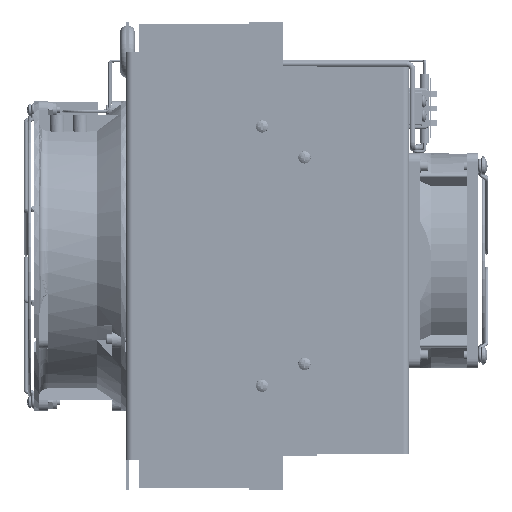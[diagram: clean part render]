
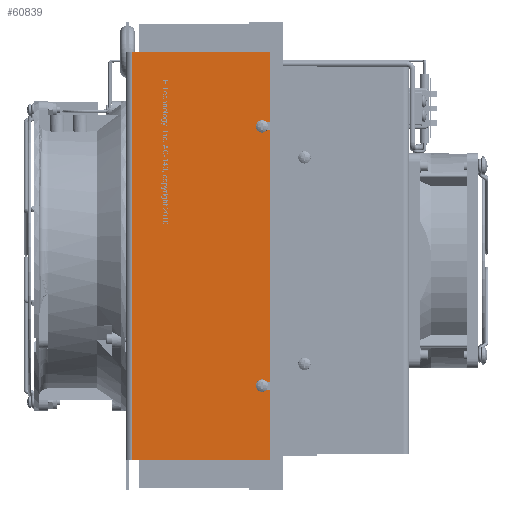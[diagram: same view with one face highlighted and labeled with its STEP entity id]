
A CAD part, left-side view. The second image highlights one B-rep face of the part: STEP entity #60839.
In plain terms, the highlighted face is planar.
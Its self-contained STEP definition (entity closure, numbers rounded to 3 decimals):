
#15212=VECTOR('',#72909,1.);
#15216=VECTOR('',#72914,1.);
#15223=VECTOR('',#72925,1.);
#15243=VECTOR('',#72962,1.);
#15246=VECTOR('',#72966,1.);
#15271=VECTOR('',#73013,1.);
#15278=VECTOR('',#73031,1.);
#15281=VECTOR('',#73035,1.);
#19556=LINE('',#99970,#15212);
#19560=LINE('',#99978,#15216);
#19567=LINE('',#99996,#15223);
#19587=LINE('',#100047,#15243);
#19590=LINE('',#100053,#15246);
#19615=LINE('',#100117,#15271);
#19622=LINE('',#100137,#15278);
#19625=LINE('',#100142,#15281);
#22148=PLANE('',#64591);
#25659=VERTEX_POINT('',#99963);
#25660=VERTEX_POINT('',#99965);
#25662=VERTEX_POINT('',#99971);
#25664=VERTEX_POINT('',#99977);
#25673=VERTEX_POINT('',#99997);
#25691=VERTEX_POINT('',#100042);
#25692=VERTEX_POINT('',#100044);
#25693=VERTEX_POINT('',#100048);
#25694=VERTEX_POINT('',#100052);
#25720=VERTEX_POINT('',#100118);
#25725=VERTEX_POINT('',#100136);
#25726=VERTEX_POINT('',#100138);
#28570=CIRCLE('',#64552,2.159);
#28575=CIRCLE('',#64567,2.159);
#33671=EDGE_CURVE('',#25660,#25659,#28570,.T.);
#33674=EDGE_CURVE('',#25662,#25660,#19556,.T.);
#33678=EDGE_CURVE('',#25659,#25664,#19560,.T.);
#33688=EDGE_CURVE('',#25662,#25673,#19567,.T.);
#33712=EDGE_CURVE('',#25692,#25691,#28575,.T.);
#33714=EDGE_CURVE('',#25693,#25692,#19587,.T.);
#33717=EDGE_CURVE('',#25691,#25694,#19590,.T.);
#33718=EDGE_CURVE('',#25693,#25664,#19567,.T.);
#33751=EDGE_CURVE('',#25720,#25673,#19615,.T.);
#33761=EDGE_CURVE('',#25726,#25725,#19622,.T.);
#33764=EDGE_CURVE('',#25726,#25694,#19567,.T.);
#33765=EDGE_CURVE('',#25720,#25725,#19625,.T.);
#45713=ORIENTED_EDGE('',*,*,#33678,.T.);
#45714=ORIENTED_EDGE('',*,*,#33718,.F.);
#45715=ORIENTED_EDGE('',*,*,#33714,.T.);
#45716=ORIENTED_EDGE('',*,*,#33712,.T.);
#45717=ORIENTED_EDGE('',*,*,#33717,.T.);
#45718=ORIENTED_EDGE('',*,*,#33764,.F.);
#45719=ORIENTED_EDGE('',*,*,#33761,.T.);
#45720=ORIENTED_EDGE('',*,*,#33765,.F.);
#45721=ORIENTED_EDGE('',*,*,#33751,.T.);
#45722=ORIENTED_EDGE('',*,*,#33688,.F.);
#45723=ORIENTED_EDGE('',*,*,#33674,.T.);
#45724=ORIENTED_EDGE('',*,*,#33671,.T.);
#53838=EDGE_LOOP('',(#45713,#45714,#45715,#45716,#45717,#45718,#45719,#45720,
#45721,#45722,#45723,#45724));
#57522=FACE_BOUND('',#53838,.T.);
#60839=ADVANCED_FACE('',(#57522),#22148,.F.);
#64552=AXIS2_PLACEMENT_3D('',#99964,#72904,#72905);
#64567=AXIS2_PLACEMENT_3D('',#100043,#72958,#72959);
#64591=AXIS2_PLACEMENT_3D('',#100141,#73034,$);
#72904=DIRECTION('',(0.,1.,0.));
#72905=DIRECTION('',(2.159,0.,0.));
#72909=DIRECTION('',(0.,0.,-1.));
#72914=DIRECTION('',(0.,0.,1.));
#72925=DIRECTION('',(1.,0.,0.));
#72958=DIRECTION('',(0.,1.,0.));
#72959=DIRECTION('',(2.159,0.,0.));
#72962=DIRECTION('',(0.,0.,-1.));
#72966=DIRECTION('',(0.,0.,1.));
#73013=DIRECTION('',(0.,0.,1.));
#73031=DIRECTION('',(0.,0.,-1.));
#73034=DIRECTION('',(0.,1.,0.));
#73035=DIRECTION('',(-1.,0.,0.));
#99963=CARTESIAN_POINT('',(69.596,-87.96,75.26));
#99964=CARTESIAN_POINT('',(71.755,-87.96,75.26));
#99965=CARTESIAN_POINT('',(73.914,-87.96,75.26));
#99970=CARTESIAN_POINT('',(73.914,-87.96,59.113));
#99971=CARTESIAN_POINT('',(73.914,-87.96,79.832));
#99977=CARTESIAN_POINT('',(69.596,-87.96,79.832));
#99978=CARTESIAN_POINT('',(69.596,-87.96,59.113));
#99996=CARTESIAN_POINT('',(129.54,-87.96,79.832));
#99997=CARTESIAN_POINT('',(113.03,-87.96,79.832));
#100042=CARTESIAN_POINT('',(-73.914,-87.96,75.26));
#100043=CARTESIAN_POINT('',(-71.755,-87.96,75.26));
#100044=CARTESIAN_POINT('',(-69.596,-87.96,75.26));
#100047=CARTESIAN_POINT('',(-69.596,-87.96,59.113));
#100048=CARTESIAN_POINT('',(-69.596,-87.96,79.832));
#100052=CARTESIAN_POINT('',(-73.914,-87.96,79.832));
#100053=CARTESIAN_POINT('',(-73.914,-87.96,59.113));
#100117=CARTESIAN_POINT('',(113.03,-87.96,41.098));
#100118=CARTESIAN_POINT('',(113.03,-87.96,3.2));
#100136=CARTESIAN_POINT('',(-113.03,-87.96,3.2));
#100137=CARTESIAN_POINT('',(-113.03,-87.96,41.098));
#100138=CARTESIAN_POINT('',(-113.03,-87.96,79.832));
#100141=CARTESIAN_POINT('',(0.,-87.96,40.681));
#100142=CARTESIAN_POINT('',(0.,-87.96,3.2));
